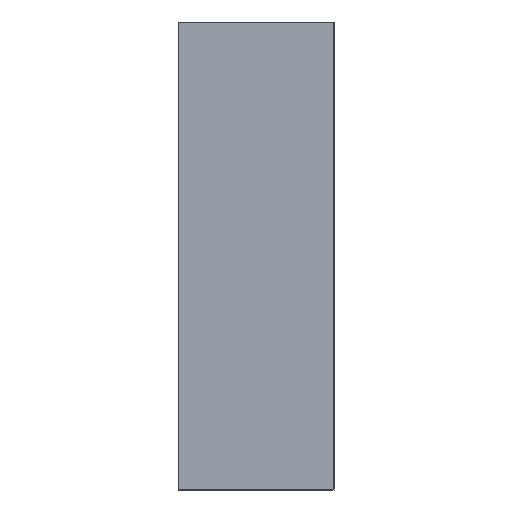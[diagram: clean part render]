
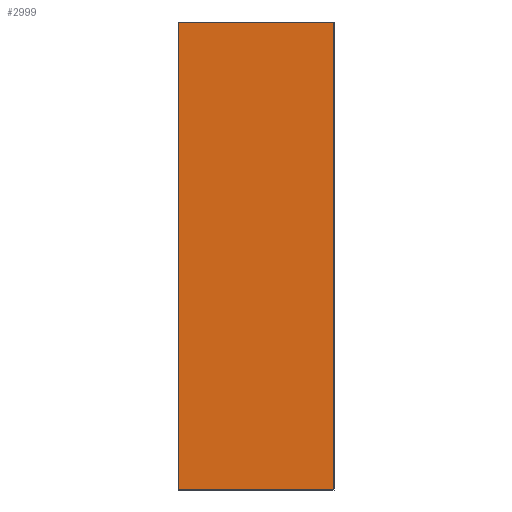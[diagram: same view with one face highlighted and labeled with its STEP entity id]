
A CAD part, left-side view. The second image highlights one B-rep face of the part: STEP entity #2999.
In plain terms, the highlighted planar face has unit normal (-1, 0, 0).
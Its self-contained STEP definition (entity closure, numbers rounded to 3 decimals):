
#65 = DIRECTION ( 'NONE',  ( 1., 0., 0. ) ) ;
#87 = VERTEX_POINT ( 'NONE', #5198 ) ;
#471 = CARTESIAN_POINT ( 'NONE',  ( -2.25, 1., 1.5 ) ) ;
#579 = VECTOR ( 'NONE', #3979, 1000. ) ;
#969 = PLANE ( 'NONE',  #1812 ) ;
#1077 = CARTESIAN_POINT ( 'NONE',  ( -2.25, 0., -1.5 ) ) ;
#1080 = VECTOR ( 'NONE', #4972, 1000. ) ;
#1184 = EDGE_CURVE ( 'NONE', #1370, #87, #4267, .T. ) ;
#1226 = VECTOR ( 'NONE', #3537, 1000. ) ;
#1370 = VERTEX_POINT ( 'NONE', #1077 ) ;
#1452 = DIRECTION ( 'NONE',  ( 0., -1., 0. ) ) ;
#1812 = AXIS2_PLACEMENT_3D ( 'NONE', #471, #65, #2697 ) ;
#2132 = LINE ( 'NONE', #4839, #579 ) ;
#2355 = CARTESIAN_POINT ( 'NONE',  ( -2.25, 1., -1.5 ) ) ;
#2369 = CARTESIAN_POINT ( 'NONE',  ( -2.25, 1., 1.5 ) ) ;
#2527 = CARTESIAN_POINT ( 'NONE',  ( -2.25, 1., 1.5 ) ) ;
#2611 = EDGE_CURVE ( 'NONE', #5407, #5054, #4846, .T. ) ;
#2697 = DIRECTION ( 'NONE',  ( 0., 0., -1. ) ) ;
#2999 = ADVANCED_FACE ( 'NONE', ( #5485 ), #969, .F. ) ;
#3330 = EDGE_CURVE ( 'NONE', #5054, #87, #2132, .T. ) ;
#3478 = EDGE_CURVE ( 'NONE', #5407, #1370, #3809, .T. ) ;
#3537 = DIRECTION ( 'NONE',  ( 0., 0., 1. ) ) ;
#3809 = LINE ( 'NONE', #4058, #5299 ) ;
#3979 = DIRECTION ( 'NONE',  ( 0., -1., 0. ) ) ;
#4038 = CARTESIAN_POINT ( 'NONE',  ( -2.25, 0., 1.5 ) ) ;
#4058 = CARTESIAN_POINT ( 'NONE',  ( -2.25, 1., -1.5 ) ) ;
#4267 = LINE ( 'NONE', #4038, #1226 ) ;
#4680 = ORIENTED_EDGE ( 'NONE', *, *, #2611, .F. ) ;
#4839 = CARTESIAN_POINT ( 'NONE',  ( -2.25, 1., 1.5 ) ) ;
#4846 = LINE ( 'NONE', #2369, #1080 ) ;
#4972 = DIRECTION ( 'NONE',  ( 0., 0., 1. ) ) ;
#5054 = VERTEX_POINT ( 'NONE', #2527 ) ;
#5142 = ORIENTED_EDGE ( 'NONE', *, *, #1184, .T. ) ;
#5198 = CARTESIAN_POINT ( 'NONE',  ( -2.25, 0., 1.5 ) ) ;
#5299 = VECTOR ( 'NONE', #1452, 1000. ) ;
#5340 = ORIENTED_EDGE ( 'NONE', *, *, #3330, .F. ) ;
#5407 = VERTEX_POINT ( 'NONE', #2355 ) ;
#5485 = FACE_OUTER_BOUND ( 'NONE', #5506, .T. ) ;
#5506 = EDGE_LOOP ( 'NONE', ( #5142, #5340, #4680, #5587 ) ) ;
#5587 = ORIENTED_EDGE ( 'NONE', *, *, #3478, .T. ) ;
